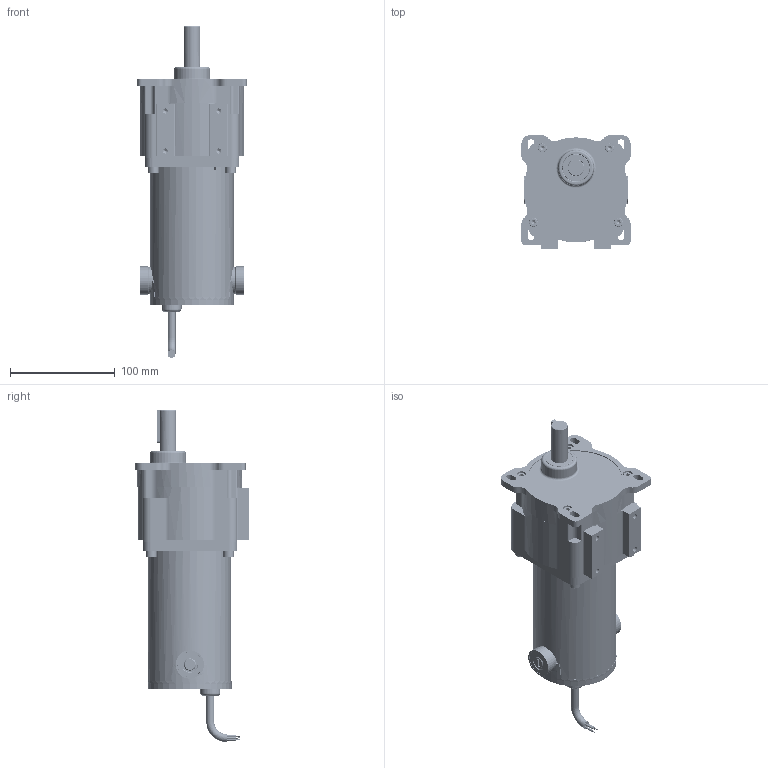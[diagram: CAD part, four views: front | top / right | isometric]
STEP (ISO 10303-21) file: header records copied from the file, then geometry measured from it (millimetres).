
FILE_DESCRIPTION (( 'STEP AP214' ), '1' );
FILE_NAME ('PSGP20FSB-GPP12541.STEP', '2022-03-07T18:03:28', ( '' ), ( '' ), 'SwSTEP 2.0', 'SolidWorks 2022', '' );
FILE_SCHEMA (( 'AUTOMOTIVE_DESIGN' ));
Length unit declared in the file: millimetre
Products named in the file (28): 10-0240_Compressed; 1-2000D_Non-drive End Housing - Machined; Part1^6911; 3-0129; 40-6880_Parallel Gearmotors; 14-0108; 23-6911B_Armature Shaft 1101; PSGP20FSB-GPP12541; 29-0197; 21-1100_2 INCH; 71-0613_FS TYPE PSM REPLACEMENT; 20-6911_Armature 1101; 12-0116_Brush Tube Cap; 3-0131; 15-0299_Bolt 10-24; 6911_Model 2000B Motor; 7-0160_Brush Tube; 22-1101_End Insulator; 53-6926; 15-0302_15-0302; 61-0114; 32-0222; 46-0102; 15-0309_Socket Head Cap Screw M6; 38-0114; 2-6905_Gearbox Flange Adapter; 600 & 700 Series Key; 96-2000_96-2000BN
Assembly tree (36 placements, depth 4):
  Part1^6911
  PSGP20FSB-GPP12541
    6911_Model 2000B Motor
      40-6880_Parallel Gearmotors
        96-2000_96-2000BN
        38-0114  x2
      1-2000D_Non-drive End Housing - Machined
      32-0222
      3-0129
      3-0131
      20-6911_Armature 1101
        23-6911B_Armature Shaft 1101
        29-0197
        22-1101_End Insulator  x2
        21-1100_2 INCH
      2-6905_Gearbox Flange Adapter
      46-0102
      7-0160_Brush Tube  x2
      12-0116_Brush Tube Cap  x2
      15-0299_Bolt 10-24  x2
      53-6926
      14-0108  x2
      61-0114
      15-0302_15-0302
      10-0240_Compressed  x2
    71-0613_FS TYPE PSM REPLACEMENT
    15-0309_Socket Head Cap Screw M6  x4
    600 & 700 Series Key
Bounding box: 104 x 108 x 316.3 mm (x, y, z)
Volume: 807718.5 mm3; surface area: 323626.6 mm2
Topology: 66 solids, 66 shells, 4139 faces, 10962 edges, 6943 vertices
Faces by surface type: cylinder 1836, plane 1191, torus 421, cone 334, bspline 260, sphere 97
Entity records: 154503 total; most frequent: CARTESIAN_POINT 66093, ORIENTED_EDGE 17864, DIRECTION 17200, EDGE_CURVE 8932, AXIS2_PLACEMENT_3D 6834, VERTEX_POINT 5684, EDGE_LOOP 3650, CIRCLE 3573
